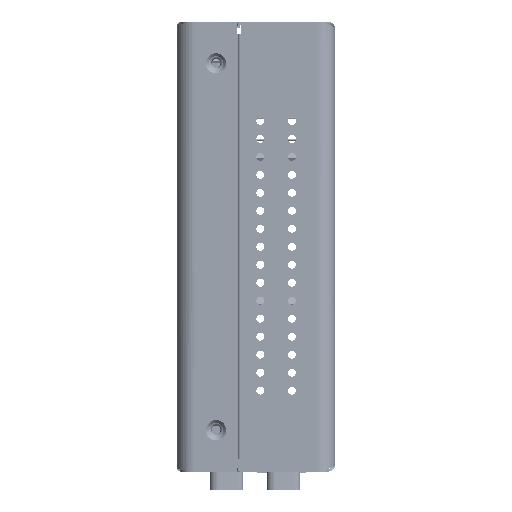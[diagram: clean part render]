
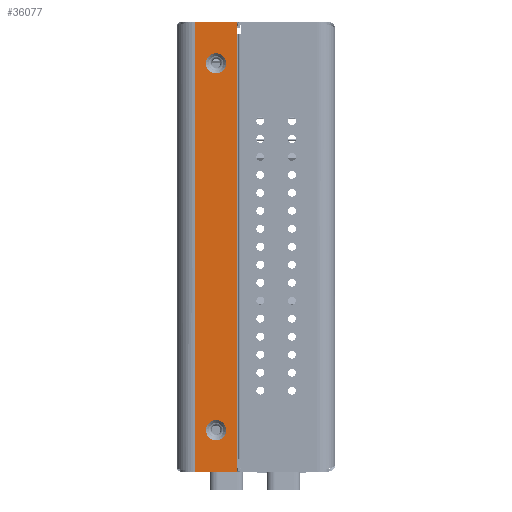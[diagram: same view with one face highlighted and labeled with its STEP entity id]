
A CAD part, left-side view. The second image highlights one B-rep face of the part: STEP entity #36077.
In plain terms, the highlighted planar face has unit normal (-1, 0, 0).
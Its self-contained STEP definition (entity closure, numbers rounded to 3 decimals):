
#33338=DIRECTION('',(0.,1.,0.));
#33339=VECTOR('',#33338,11.68);
#33340=CARTESIAN_POINT('',(-98.5,26.52,62.5));
#33341=LINE('',#33340,#33339);
#33342=DIRECTION('',(0.,0.,1.));
#33343=VECTOR('',#33342,125.);
#33344=CARTESIAN_POINT('',(-98.5,26.52,-62.5));
#33345=LINE('',#33344,#33343);
#33346=DIRECTION('',(0.,-1.,0.));
#33347=VECTOR('',#33346,11.68);
#33348=CARTESIAN_POINT('',(-98.5,38.2,-62.5));
#33349=LINE('',#33348,#33347);
#33350=CARTESIAN_POINT('',(-98.5,32.32,-51.));
#33351=DIRECTION('',(1.,0.,0.));
#33352=DIRECTION('',(0.,0.,1.));
#33353=AXIS2_PLACEMENT_3D('',#33350,#33351,#33352);
#33355=CARTESIAN_POINT('',(-98.5,32.32,-51.));
#33356=DIRECTION('',(1.,0.,0.));
#33357=DIRECTION('',(0.,0.,-1.));
#33358=AXIS2_PLACEMENT_3D('',#33355,#33356,#33357);
#33360=CARTESIAN_POINT('',(-98.5,32.32,51.));
#33361=DIRECTION('',(1.,0.,0.));
#33362=DIRECTION('',(0.,0.,1.));
#33363=AXIS2_PLACEMENT_3D('',#33360,#33361,#33362);
#33365=CARTESIAN_POINT('',(-98.5,32.32,51.));
#33366=DIRECTION('',(1.,0.,0.));
#33367=DIRECTION('',(0.,0.,-1.));
#33368=AXIS2_PLACEMENT_3D('',#33365,#33366,#33367);
#34884=CARTESIAN_POINT('',(-98.5,38.2,62.5));
#34894=DIRECTION('',(0.,0.,1.));
#34895=VECTOR('',#34894,125.);
#34896=CARTESIAN_POINT('',(-98.5,38.2,-62.5));
#34897=LINE('',#34896,#34895);
#34906=CARTESIAN_POINT('',(-98.5,38.2,-62.5));
#35035=VERTEX_POINT('',#34906);
#35036=VERTEX_POINT('',#34884);
#35089=CARTESIAN_POINT('',(-98.5,26.52,-62.5));
#35090=VERTEX_POINT('',#35089);
#35091=CARTESIAN_POINT('',(-98.5,26.52,62.5));
#35092=VERTEX_POINT('',#35091);
#35113=CARTESIAN_POINT('',(-98.5,32.32,-48.2));
#35114=CARTESIAN_POINT('',(-98.5,32.32,-53.8));
#35115=VERTEX_POINT('',#35113);
#35116=VERTEX_POINT('',#35114);
#35145=CARTESIAN_POINT('',(-98.5,32.32,53.8));
#35146=CARTESIAN_POINT('',(-98.5,32.32,48.2));
#35147=VERTEX_POINT('',#35145);
#35148=VERTEX_POINT('',#35146);
#36051=CARTESIAN_POINT('',(-98.5,42.4,62.5));
#36052=DIRECTION('',(1.,0.,0.));
#36053=DIRECTION('',(0.,0.,1.));
#36054=AXIS2_PLACEMENT_3D('',#36051,#36052,#36053);
#36055=PLANE('',#36054);
#36057=ORIENTED_EDGE('',*,*,#36056,.F.);
#36059=ORIENTED_EDGE('',*,*,#36058,.F.);
#36060=ORIENTED_EDGE('',*,*,#36041,.F.);
#36062=ORIENTED_EDGE('',*,*,#36061,.T.);
#36063=EDGE_LOOP('',(#36057,#36059,#36060,#36062));
#36064=FACE_OUTER_BOUND('',#36063,.F.);
#36066=ORIENTED_EDGE('',*,*,#36065,.F.);
#36068=ORIENTED_EDGE('',*,*,#36067,.F.);
#36069=EDGE_LOOP('',(#36066,#36068));
#36070=FACE_BOUND('',#36069,.F.);
#36072=ORIENTED_EDGE('',*,*,#36071,.F.);
#36074=ORIENTED_EDGE('',*,*,#36073,.F.);
#36075=EDGE_LOOP('',(#36072,#36074));
#36076=FACE_BOUND('',#36075,.F.);
#36077=ADVANCED_FACE('',(#36064,#36070,#36076),#36055,.F.);
#33354=CIRCLE('',#33353,2.8);
#33359=CIRCLE('',#33358,2.8);
#33364=CIRCLE('',#33363,2.8);
#33369=CIRCLE('',#33368,2.8);
#36041=EDGE_CURVE('',#35035,#35090,#33349,.T.);
#36056=EDGE_CURVE('',#35092,#35036,#33341,.T.);
#36058=EDGE_CURVE('',#35090,#35092,#33345,.T.);
#36061=EDGE_CURVE('',#35035,#35036,#34897,.T.);
#36065=EDGE_CURVE('',#35115,#35116,#33354,.T.);
#36067=EDGE_CURVE('',#35116,#35115,#33359,.T.);
#36071=EDGE_CURVE('',#35147,#35148,#33364,.T.);
#36073=EDGE_CURVE('',#35148,#35147,#33369,.T.);
